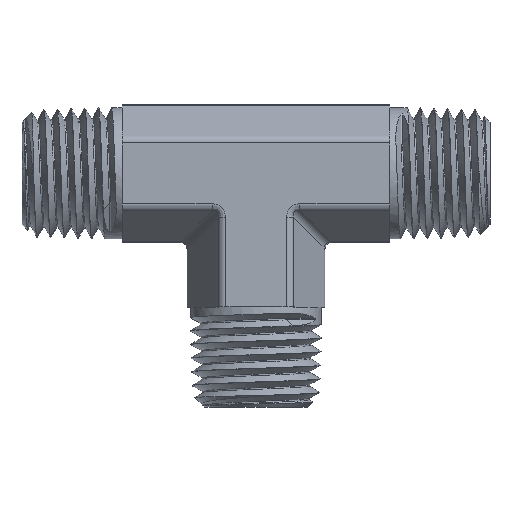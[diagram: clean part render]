
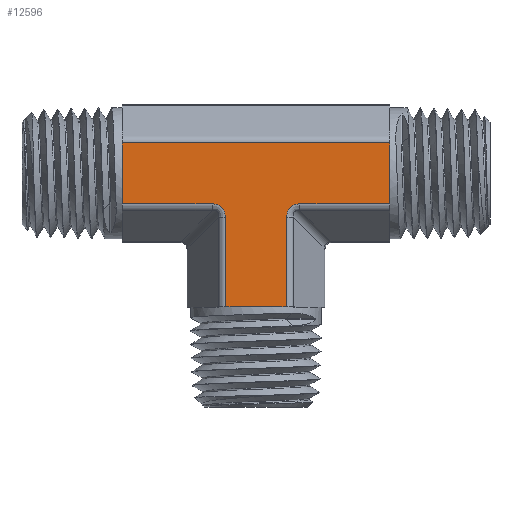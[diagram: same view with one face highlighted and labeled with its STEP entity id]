
A CAD part, top view. The second image highlights one B-rep face of the part: STEP entity #12596.
In plain terms, the highlighted planar face has unit normal (0, 0, 1).
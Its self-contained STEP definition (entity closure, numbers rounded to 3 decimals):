
#146=DIRECTION('',(0.,-1.,0.));
#147=VECTOR('',#146,0.614);
#148=CARTESIAN_POINT('',(14.,3.204,6.35));
#149=LINE('',#148,#147);
#259=DIRECTION('',(0.,-1.,0.));
#260=VECTOR('',#259,0.614);
#261=CARTESIAN_POINT('',(14.,-2.59,6.35));
#262=LINE('',#261,#260);
#319=DIRECTION('',(1.,0.,0.));
#320=VECTOR('',#319,28.);
#321=CARTESIAN_POINT('',(-14.,3.204,6.35));
#322=LINE('',#321,#320);
#326=DIRECTION('',(0.,-1.,0.));
#327=VECTOR('',#326,5.181);
#328=CARTESIAN_POINT('',(14.,2.59,6.35));
#329=LINE('',#328,#327);
#333=DIRECTION('',(-1.,0.,0.));
#334=VECTOR('',#333,9.41);
#335=CARTESIAN_POINT('',(14.,-3.204,6.35));
#336=LINE('',#335,#334);
#340=CARTESIAN_POINT('',(3.204,-4.59,6.35));
#341=CARTESIAN_POINT('',(3.204,-4.548,6.35));
#342=CARTESIAN_POINT('',(3.207,-4.465,6.35));
#343=CARTESIAN_POINT('',(3.221,-4.345,6.35));
#344=CARTESIAN_POINT('',(3.243,-4.23,6.35));
#345=CARTESIAN_POINT('',(3.272,-4.122,6.35));
#346=CARTESIAN_POINT('',(3.308,-4.02,6.35));
#347=CARTESIAN_POINT('',(3.35,-3.927,6.35));
#348=CARTESIAN_POINT('',(3.397,-3.841,6.35));
#349=CARTESIAN_POINT('',(3.447,-3.762,6.35));
#350=CARTESIAN_POINT('',(3.502,-3.689,6.35));
#351=CARTESIAN_POINT('',(3.56,-3.622,6.35));
#352=CARTESIAN_POINT('',(3.622,-3.56,6.35));
#353=CARTESIAN_POINT('',(3.69,-3.501,6.35));
#354=CARTESIAN_POINT('',(3.763,-3.447,6.35));
#355=CARTESIAN_POINT('',(3.842,-3.396,6.35));
#356=CARTESIAN_POINT('',(3.928,-3.35,6.35));
#357=CARTESIAN_POINT('',(4.021,-3.308,6.35));
#358=CARTESIAN_POINT('',(4.122,-3.272,6.35));
#359=CARTESIAN_POINT('',(4.23,-3.243,6.35));
#360=CARTESIAN_POINT('',(4.345,-3.221,6.35));
#361=CARTESIAN_POINT('',(4.465,-3.207,6.35));
#362=CARTESIAN_POINT('',(4.548,-3.204,6.35));
#363=CARTESIAN_POINT('',(4.59,-3.204,6.35));
#368=DIRECTION('',(0.,1.,0.));
#369=VECTOR('',#368,9.41);
#370=CARTESIAN_POINT('',(3.204,-14.,6.35));
#371=LINE('',#370,#369);
#375=DIRECTION('',(1.,0.,0.));
#376=VECTOR('',#375,5.181);
#377=CARTESIAN_POINT('',(-2.59,-14.,6.35));
#378=LINE('',#377,#376);
#382=DIRECTION('',(0.,1.,0.));
#383=VECTOR('',#382,9.41);
#384=CARTESIAN_POINT('',(-3.204,-14.,6.35));
#385=LINE('',#384,#383);
#389=CARTESIAN_POINT('',(-4.59,-3.204,6.35));
#390=CARTESIAN_POINT('',(-4.548,-3.204,6.35));
#391=CARTESIAN_POINT('',(-4.465,-3.207,6.35));
#392=CARTESIAN_POINT('',(-4.345,-3.221,6.35));
#393=CARTESIAN_POINT('',(-4.23,-3.243,6.35));
#394=CARTESIAN_POINT('',(-4.122,-3.272,6.35));
#395=CARTESIAN_POINT('',(-4.02,-3.308,6.35));
#396=CARTESIAN_POINT('',(-3.927,-3.35,6.35));
#397=CARTESIAN_POINT('',(-3.841,-3.397,6.35));
#398=CARTESIAN_POINT('',(-3.762,-3.447,6.35));
#399=CARTESIAN_POINT('',(-3.689,-3.502,6.35));
#400=CARTESIAN_POINT('',(-3.622,-3.56,6.35));
#401=CARTESIAN_POINT('',(-3.56,-3.622,6.35));
#402=CARTESIAN_POINT('',(-3.501,-3.69,6.35));
#403=CARTESIAN_POINT('',(-3.447,-3.763,6.35));
#404=CARTESIAN_POINT('',(-3.396,-3.842,6.35));
#405=CARTESIAN_POINT('',(-3.35,-3.928,6.35));
#406=CARTESIAN_POINT('',(-3.308,-4.021,6.35));
#407=CARTESIAN_POINT('',(-3.272,-4.122,6.35));
#408=CARTESIAN_POINT('',(-3.243,-4.23,6.35));
#409=CARTESIAN_POINT('',(-3.221,-4.345,6.35));
#410=CARTESIAN_POINT('',(-3.207,-4.465,6.35));
#411=CARTESIAN_POINT('',(-3.204,-4.548,6.35));
#412=CARTESIAN_POINT('',(-3.204,-4.59,6.35));
#417=DIRECTION('',(1.,0.,0.));
#418=VECTOR('',#417,9.41);
#419=CARTESIAN_POINT('',(-14.,-3.204,6.35));
#420=LINE('',#419,#418);
#424=DIRECTION('',(0.,-1.,0.));
#425=VECTOR('',#424,5.181);
#426=CARTESIAN_POINT('',(-14.,2.59,6.35));
#427=LINE('',#426,#425);
#551=DIRECTION('',(0.,1.,0.));
#552=VECTOR('',#551,0.614);
#553=CARTESIAN_POINT('',(-14.,2.59,6.35));
#554=LINE('',#553,#552);
#664=DIRECTION('',(0.,1.,0.));
#665=VECTOR('',#664,0.614);
#666=CARTESIAN_POINT('',(-14.,-3.204,6.35));
#667=LINE('',#666,#665);
#4068=DIRECTION('',(-1.,0.,0.));
#4069=VECTOR('',#4068,0.614);
#4070=CARTESIAN_POINT('',(-2.59,-14.,6.35));
#4071=LINE('',#4070,#4069);
#4113=DIRECTION('',(-1.,0.,0.));
#4114=VECTOR('',#4113,0.614);
#4115=CARTESIAN_POINT('',(3.204,-14.,6.35));
#4116=LINE('',#4115,#4114);
#12215=CARTESIAN_POINT('',(14.,3.204,6.35));
#12217=VERTEX_POINT('',#12215);
#12218=CARTESIAN_POINT('',(-14.,3.204,6.35));
#12219=VERTEX_POINT('',#12218);
#12254=CARTESIAN_POINT('',(-3.204,-14.,6.35));
#12256=VERTEX_POINT('',#12254);
#12260=CARTESIAN_POINT('',(-3.204,-4.59,
6.35));
#12261=VERTEX_POINT('',#12260);
#12263=CARTESIAN_POINT('',(-14.,-3.204,6.35));
#12265=VERTEX_POINT('',#12263);
#12266=CARTESIAN_POINT('',(-4.59,-3.204,
6.35));
#12267=VERTEX_POINT('',#12266);
#12271=CARTESIAN_POINT('',(3.204,-14.,6.35));
#12273=VERTEX_POINT('',#12271);
#12274=CARTESIAN_POINT('',(3.204,-4.59,
6.35));
#12275=VERTEX_POINT('',#12274);
#12278=CARTESIAN_POINT('',(14.,-3.204,6.35));
#12280=VERTEX_POINT('',#12278);
#12284=CARTESIAN_POINT('',(4.59,-3.204,
6.35));
#12285=VERTEX_POINT('',#12284);
#12395=CARTESIAN_POINT('',(-14.,2.59,6.35));
#12396=CARTESIAN_POINT('',(-14.,-2.59,6.35));
#12397=VERTEX_POINT('',#12395);
#12398=VERTEX_POINT('',#12396);
#12409=CARTESIAN_POINT('',(-2.59,-14.,6.35));
#12410=CARTESIAN_POINT('',(2.59,-14.,6.35));
#12411=VERTEX_POINT('',#12409);
#12412=VERTEX_POINT('',#12410);
#12435=CARTESIAN_POINT('',(14.,2.59,6.35));
#12436=CARTESIAN_POINT('',(14.,-2.59,6.35));
#12437=VERTEX_POINT('',#12435);
#12438=VERTEX_POINT('',#12436);
#12560=CARTESIAN_POINT('',(0.,3.666,6.35));
#12561=DIRECTION('',(0.,0.,1.));
#12562=DIRECTION('',(0.,-1.,0.));
#12563=AXIS2_PLACEMENT_3D('',#12560,#12561,#12562);
#12564=PLANE('',#12563);
#12565=ORIENTED_EDGE('',*,*,#12551,.T.);
#12566=ORIENTED_EDGE('',*,*,#12456,.T.);
#12568=ORIENTED_EDGE('',*,*,#12567,.T.);
#12569=ORIENTED_EDGE('',*,*,#12518,.T.);
#12571=ORIENTED_EDGE('',*,*,#12570,.T.);
#12573=ORIENTED_EDGE('',*,*,#12572,.F.);
#12575=ORIENTED_EDGE('',*,*,#12574,.F.);
#12577=ORIENTED_EDGE('',*,*,#12576,.T.);
#12579=ORIENTED_EDGE('',*,*,#12578,.F.);
#12581=ORIENTED_EDGE('',*,*,#12580,.T.);
#12583=ORIENTED_EDGE('',*,*,#12582,.T.);
#12585=ORIENTED_EDGE('',*,*,#12584,.F.);
#12587=ORIENTED_EDGE('',*,*,#12586,.F.);
#12589=ORIENTED_EDGE('',*,*,#12588,.T.);
#12591=ORIENTED_EDGE('',*,*,#12590,.F.);
#12593=ORIENTED_EDGE('',*,*,#12592,.T.);
#12594=EDGE_LOOP('',(#12565,#12566,#12568,#12569,#12571,#12573,#12575,#12577,
#12579,#12581,#12583,#12585,#12587,#12589,#12591,#12593));
#12595=FACE_OUTER_BOUND('',#12594,.F.);
#364=B_SPLINE_CURVE_WITH_KNOTS('',3,(#340,#341,#342,#343,#344,#345,#346,#347,
#348,#349,#350,#351,#352,#353,#354,#355,#356,#357,#358,#359,#360,#361,#362,
#363),.UNSPECIFIED.,.F.,.F.,(4,1,1,1,1,1,1,1,1,1,1,1,1,1,1,1,1,1,1,1,1,4),(0.,
0.048,0.095,0.143,0.19,
0.238,0.286,0.333,0.381,
0.429,0.476,0.524,0.571,
0.619,0.667,0.714,0.762,
0.81,0.857,0.905,0.952,1.),
.UNSPECIFIED.);
#413=B_SPLINE_CURVE_WITH_KNOTS('',3,(#389,#390,#391,#392,#393,#394,#395,#396,
#397,#398,#399,#400,#401,#402,#403,#404,#405,#406,#407,#408,#409,#410,#411,
#412),.UNSPECIFIED.,.F.,.F.,(4,1,1,1,1,1,1,1,1,1,1,1,1,1,1,1,1,1,1,1,1,4),(0.,
0.048,0.095,0.143,0.19,
0.238,0.286,0.333,0.381,
0.429,0.476,0.524,0.571,
0.619,0.667,0.714,0.762,
0.81,0.857,0.905,0.952,1.),
.UNSPECIFIED.);
#12456=EDGE_CURVE('',#12217,#12437,#149,.T.);
#12518=EDGE_CURVE('',#12438,#12280,#262,.T.);
#12551=EDGE_CURVE('',#12219,#12217,#322,.T.);
#12567=EDGE_CURVE('',#12437,#12438,#329,.T.);
#12570=EDGE_CURVE('',#12280,#12285,#336,.T.);
#12572=EDGE_CURVE('',#12275,#12285,#364,.T.);
#12574=EDGE_CURVE('',#12273,#12275,#371,.T.);
#12576=EDGE_CURVE('',#12273,#12412,#4116,.T.);
#12578=EDGE_CURVE('',#12411,#12412,#378,.T.);
#12580=EDGE_CURVE('',#12411,#12256,#4071,.T.);
#12582=EDGE_CURVE('',#12256,#12261,#385,.T.);
#12584=EDGE_CURVE('',#12267,#12261,#413,.T.);
#12586=EDGE_CURVE('',#12265,#12267,#420,.T.);
#12588=EDGE_CURVE('',#12265,#12398,#667,.T.);
#12590=EDGE_CURVE('',#12397,#12398,#427,.T.);
#12592=EDGE_CURVE('',#12397,#12219,#554,.T.);
#12596=ADVANCED_FACE('',(#12595),#12564,.T.);
